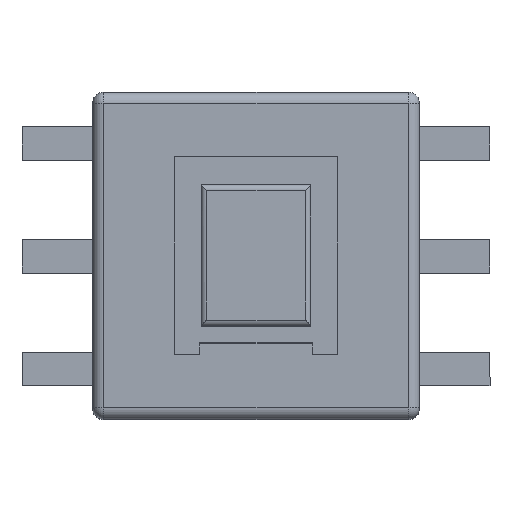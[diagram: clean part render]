
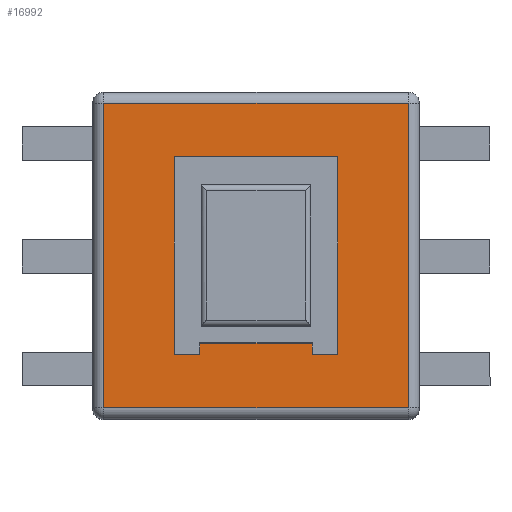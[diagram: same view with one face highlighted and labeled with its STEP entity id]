
A CAD part, top view. The second image highlights one B-rep face of the part: STEP entity #16992.
In plain terms, the highlighted planar face has unit normal (0, 0, 1).
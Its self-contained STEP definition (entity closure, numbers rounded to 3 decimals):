
#290 = EDGE_CURVE ( 'NONE', #6296, #6554, #13582, .T. ) ;
#714 = VECTOR ( 'NONE', #15354, 1000. ) ;
#1142 = DIRECTION ( 'NONE',  ( 0., -1., 0. ) ) ;
#3016 = CARTESIAN_POINT ( 'NONE',  ( -2.7, -2.701, 5.399 ) ) ;
#3403 = VECTOR ( 'NONE', #10280, 1000. ) ;
#3463 = VERTEX_POINT ( 'NONE', #3016 ) ;
#3701 = FACE_OUTER_BOUND ( 'NONE', #15945, .T. ) ;
#3796 = CARTESIAN_POINT ( 'NONE',  ( -2.7, 2.699, 5.399 ) ) ;
#4515 = DIRECTION ( 'NONE',  ( 0., -1., 0. ) ) ;
#4698 = DIRECTION ( 'NONE',  ( 0., 1., 0. ) ) ;
#5232 = LINE ( 'NONE', #7006, #714 ) ;
#5777 = LINE ( 'NONE', #6944, #8654 ) ;
#6127 = CARTESIAN_POINT ( 'NONE',  ( 2.7, 2.699, 5.399 ) ) ;
#6296 = VERTEX_POINT ( 'NONE', #6127 ) ;
#6497 = LINE ( 'NONE', #7961, #14231 ) ;
#6554 = VERTEX_POINT ( 'NONE', #3796 ) ;
#6944 = CARTESIAN_POINT ( 'NONE',  ( -2.7, -2.901, 5.399 ) ) ;
#7006 = CARTESIAN_POINT ( 'NONE',  ( 2.9, -2.701, 5.399 ) ) ;
#7093 = AXIS2_PLACEMENT_3D ( 'NONE', #7671, #15902, #4515 ) ;
#7671 = CARTESIAN_POINT ( 'NONE',  ( 0., -0.001, 5.399 ) ) ;
#7961 = CARTESIAN_POINT ( 'NONE',  ( 2.7, 2.899, 5.399 ) ) ;
#8654 = VECTOR ( 'NONE', #1142, 1000. ) ;
#8864 = EDGE_CURVE ( 'NONE', #9973, #6296, #6497, .T. ) ;
#9130 = CARTESIAN_POINT ( 'NONE',  ( 2.7, -2.701, 5.399 ) ) ;
#9973 = VERTEX_POINT ( 'NONE', #9130 ) ;
#10280 = DIRECTION ( 'NONE',  ( -1., 0., 0. ) ) ;
#11327 = ORIENTED_EDGE ( 'NONE', *, *, #8864, .T. ) ;
#12357 = ORIENTED_EDGE ( 'NONE', *, *, #290, .T. ) ;
#13079 = ORIENTED_EDGE ( 'NONE', *, *, #17360, .T. ) ;
#13582 = LINE ( 'NONE', #19740, #3403 ) ;
#14231 = VECTOR ( 'NONE', #4698, 1000. ) ;
#15029 = PLANE ( 'NONE',  #7093 ) ;
#15354 = DIRECTION ( 'NONE',  ( 1., 0., 0. ) ) ;
#15902 = DIRECTION ( 'NONE',  ( 0., 0., 1. ) ) ;
#15945 = EDGE_LOOP ( 'NONE', ( #11327, #12357, #17268, #13079 ) ) ;
#16992 = ADVANCED_FACE ( 'NONE', ( #3701 ), #15029, .T. ) ;
#17268 = ORIENTED_EDGE ( 'NONE', *, *, #19532, .T. ) ;
#17360 = EDGE_CURVE ( 'NONE', #3463, #9973, #5232, .T. ) ;
#19532 = EDGE_CURVE ( 'NONE', #6554, #3463, #5777, .T. ) ;
#19740 = CARTESIAN_POINT ( 'NONE',  ( -2.9, 2.699, 5.399 ) ) ;
